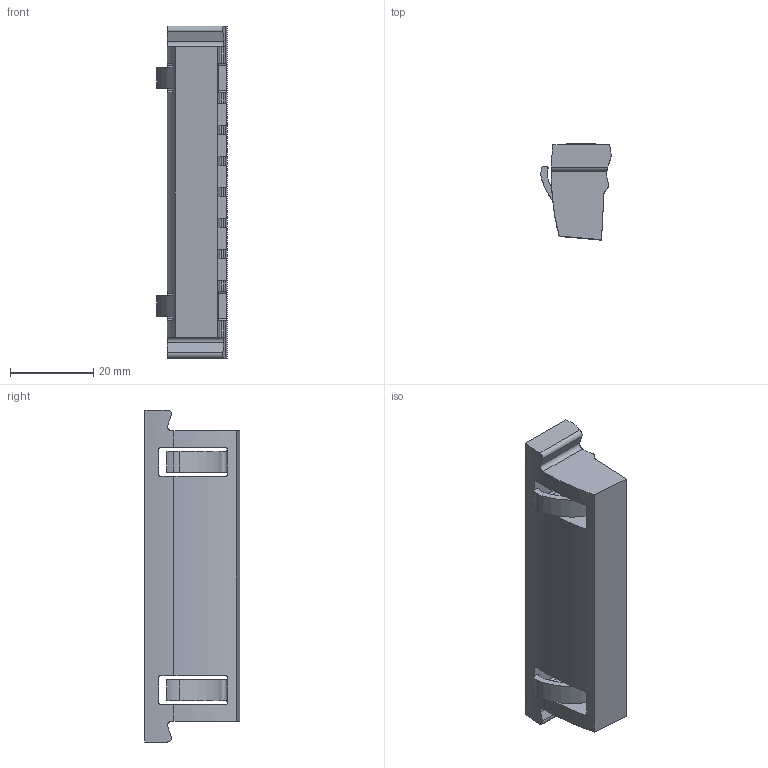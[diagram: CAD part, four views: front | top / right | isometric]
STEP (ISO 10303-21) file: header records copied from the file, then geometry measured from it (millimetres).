
FILE_DESCRIPTION (( 'STEP AP214' ), '1' );
FILE_NAME ('A19_FLEX1-017-P4-V1.STEP', '2024-07-02T12:01:56', ( '' ), ( '' ), 'SwSTEP 2.0', 'SolidWorks 2019', '' );
FILE_SCHEMA (( 'AUTOMOTIVE_DESIGN' ));
Length unit declared in the file: millimetre
Products named in the file (1): A19_FLEX1-017-P4-V1
Bounding box: 16.93 x 23.09 x 80 mm (x, y, z)
Volume: 13163.5 mm3; surface area: 9567.5 mm2
Topology: 1 solids, 1 shells, 628 faces, 1735 edges, 1154 vertices
Faces by surface type: plane 368, bspline 172, cylinder 83, cone 5
Entity records: 30365 total; most frequent: CARTESIAN_POINT 16100, ORIENTED_EDGE 3470, DIRECTION 2080, EDGE_CURVE 1735, VERTEX_POINT 1154, LINE 990, VECTOR 990, EDGE_LOOP 677
